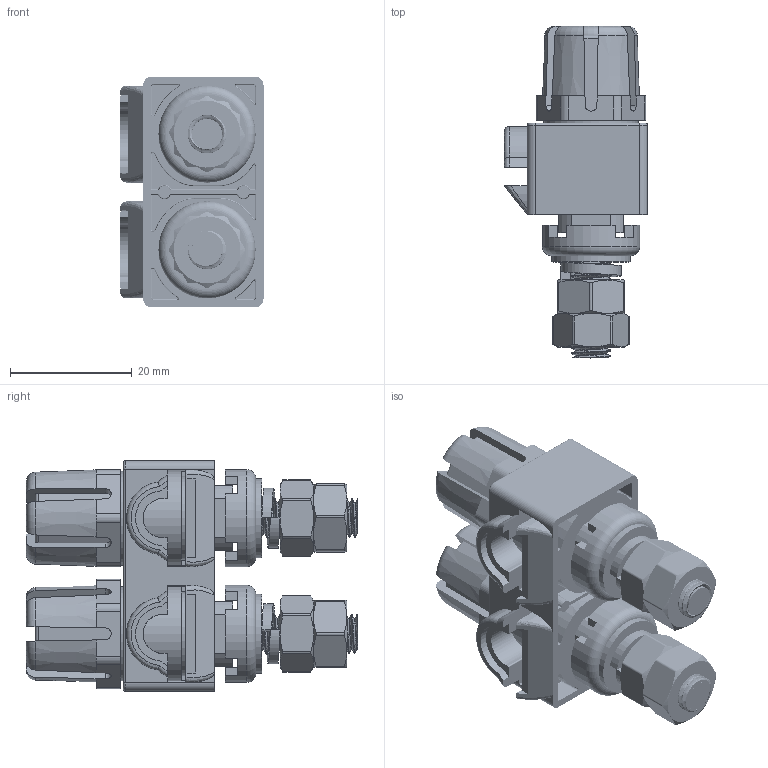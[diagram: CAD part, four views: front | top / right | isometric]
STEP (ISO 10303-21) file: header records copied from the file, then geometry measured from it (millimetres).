
FILE_DESCRIPTION(/* description */ (''),/* implementation_level */ '2;1');
FILE_NAME(/* name */ 'CL159842C tim.stp',/* time_stamp */ '2025-10-07T15:09:41+01:00',/* author */ ('TOttley'),/* organization */ (''),/* preprocessor_version */ 'ST-DEVELOPER v20',/* originating_system */ 'Autodesk Inventor 2025',/* authorisation */ '');
FILE_SCHEMA (('AUTOMOTIVE_DESIGN { 1 0 10303 214 3 1 1 }'));
Products named in the file (12): TP60; Spindle; TPP60 Top Ins; Spindle_1; D Washer; 198-21 TP60GN TERMINAL KNOB INSERT AU; Xtreme TP60 Knob; Colour Ident; 198-06 Rear Ins; FCR159791SA7 spring washer; FCR159791SA6 Washer; Nut
Assembly tree (21 placements, depth 2):
  TP60
    Spindle
    D Washer  x2
    198-21 TP60GN TERMINAL KNOB INSERT AU  x2
    Colour Ident  x2
    Xtreme TP60 Knob  x2
    FCR159791SA6 Washer  x2
    Nut  x4
    198-06 Rear Ins  x2
    FCR159791SA7 spring washer  x2
    TPP60 Top Ins
    Spindle_1
Bounding box: 23.55 x 54.6 x 38 mm (x, y, z)
Volume: 18925.2 mm3; surface area: 27502.8 mm2
Topology: 29 solids, 29 shells, 1780 faces, 4890 edges, 3214 vertices
Faces by surface type: plane 930, cylinder 475, bspline 245, cone 90, torus 36, sphere 4
Full cylindrical faces by diameter (mm): 4.035 x2, 5 x2, 5.005 x24, 6.35 x66, 6.4 x2, 6.45 x2, 6.5 x2, 6.72 x2, 6.8 x4, 7 x2, 7.956 x4, 8 x2, 8.4 x2, 9.525 x26, 9.92 x2, 10 x2, 11.8 x4, 12 x2, 13 x2, 13.8 x2, 15.5 x2, 16 x2
Entity records: 73892 total; most frequent: CARTESIAN_POINT 46421, ORIENTED_EDGE 5848, DIRECTION 4824, EDGE_CURVE 2924, VERTEX_POINT 1916, LINE 1660, VECTOR 1660, AXIS2_PLACEMENT_3D 1582
